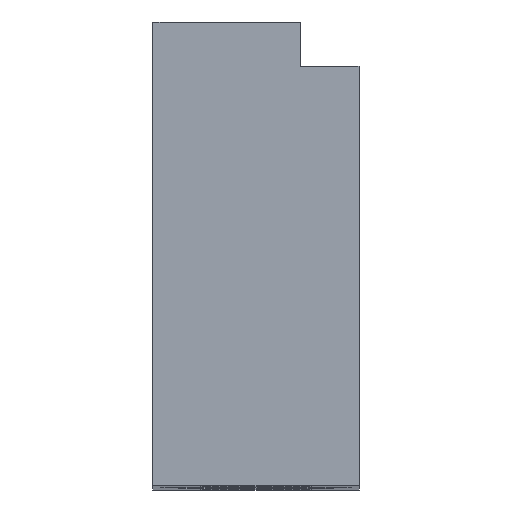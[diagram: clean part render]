
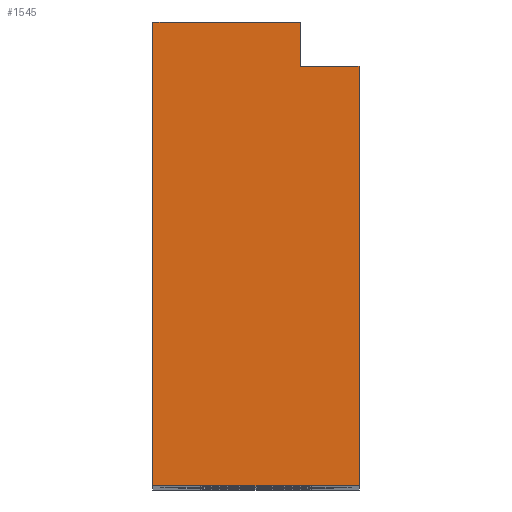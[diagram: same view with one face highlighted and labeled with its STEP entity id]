
A CAD part, top view. The second image highlights one B-rep face of the part: STEP entity #1545.
In plain terms, the highlighted planar face has unit normal (0, 0, 1).
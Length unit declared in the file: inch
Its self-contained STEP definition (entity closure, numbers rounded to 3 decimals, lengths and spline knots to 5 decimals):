
#2 = DIRECTION ( 'NONE',  ( -1., 0., 0. ) ) ;
#10 = DIRECTION ( 'NONE',  ( 0., -1., 0. ) ) ;
#19 = CARTESIAN_POINT ( 'NONE',  ( 0., 0.62008, 0. ) ) ;
#24 = DIRECTION ( 'NONE',  ( 1., 0., 0. ) ) ;
#25 = CARTESIAN_POINT ( 'NONE',  ( 0., 0., 0. ) ) ;
#29 = CARTESIAN_POINT ( 'NONE',  ( 0., 0.56102, 0. ) ) ;
#40 = AXIS2_PLACEMENT_3D ( 'NONE', #212, #209, #205 ) ;
#78 = VECTOR ( 'NONE', #24, 39.37008 ) ;
#118 = VECTOR ( 'NONE', #119, 39.37008 ) ;
#119 = DIRECTION ( 'NONE',  ( 0., -1., 0. ) ) ;
#120 = VECTOR ( 'NONE', #397, 39.37008 ) ;
#124 = CARTESIAN_POINT ( 'NONE',  ( 0.27559, 0.62008, 0. ) ) ;
#205 = DIRECTION ( 'NONE',  ( -1., 0., 0. ) ) ;
#209 = DIRECTION ( 'NONE',  ( 0., 0., -1. ) ) ;
#212 = CARTESIAN_POINT ( 'NONE',  ( 0., 0.62008, 0. ) ) ;
#252 = PLANE ( 'NONE',  #40 ) ;
#258 = CARTESIAN_POINT ( 'NONE',  ( 0., 0., 0. ) ) ;
#397 = DIRECTION ( 'NONE',  ( 0., 1., 0. ) ) ;
#404 = CARTESIAN_POINT ( 'NONE',  ( 0.19685, 0.56102, 0. ) ) ;
#473 = CARTESIAN_POINT ( 'NONE',  ( 0., 0.62008, 0. ) ) ;
#476 = VECTOR ( 'NONE', #10, 39.37008 ) ;
#480 = VECTOR ( 'NONE', #2, 39.37008 ) ;
#527 = LINE ( 'NONE', #29, #78 ) ;
#614 = VECTOR ( 'NONE', #1362, 39.37008 ) ;
#637 = LINE ( 'NONE', #1374, #614 ) ;
#658 = LINE ( 'NONE', #124, #118 ) ;
#708 = VERTEX_POINT ( 'NONE', #1473 ) ;
#737 = LINE ( 'NONE', #404, #120 ) ;
#742 = CARTESIAN_POINT ( 'NONE',  ( 0.19685, 0.62008, 0. ) ) ;
#781 = CARTESIAN_POINT ( 'NONE',  ( 0.19685, 0.56102, 0. ) ) ;
#859 = LINE ( 'NONE', #19, #476 ) ;
#1029 = EDGE_CURVE ( 'NONE', #1454, #1383, #637, .T. ) ;
#1044 = CARTESIAN_POINT ( 'NONE',  ( 0.27559, 0.56102, 0. ) ) ;
#1158 = FACE_OUTER_BOUND ( 'NONE', #1334, .T. ) ;
#1195 = VERTEX_POINT ( 'NONE', #1044 ) ;
#1334 = EDGE_LOOP ( 'NONE', ( #1527, #1529, #1531, #1544, #1549, #1559 ) ) ;
#1352 = VERTEX_POINT ( 'NONE', #781 ) ;
#1362 = DIRECTION ( 'NONE',  ( 1., 0., 0. ) ) ;
#1374 = CARTESIAN_POINT ( 'NONE',  ( 0., 0.62008, 0. ) ) ;
#1383 = VERTEX_POINT ( 'NONE', #742 ) ;
#1454 = VERTEX_POINT ( 'NONE', #473 ) ;
#1473 = CARTESIAN_POINT ( 'NONE',  ( 0.27559, 0., 0. ) ) ;
#1487 = LINE ( 'NONE', #25, #480 ) ;
#1493 = EDGE_CURVE ( 'NONE', #1352, #1383, #737, .T. ) ;
#1527 = ORIENTED_EDGE ( 'NONE', *, *, #1493, .T. ) ;
#1529 = ORIENTED_EDGE ( 'NONE', *, *, #1029, .F. ) ;
#1531 = ORIENTED_EDGE ( 'NONE', *, *, #1616, .T. ) ;
#1541 = VERTEX_POINT ( 'NONE', #258 ) ;
#1544 = ORIENTED_EDGE ( 'NONE', *, *, #1617, .F. ) ;
#1545 = ADVANCED_FACE ( 'NONE', ( #1158 ), #252, .F. ) ;
#1549 = ORIENTED_EDGE ( 'NONE', *, *, #1586, .F. ) ;
#1559 = ORIENTED_EDGE ( 'NONE', *, *, #1610, .F. ) ;
#1586 = EDGE_CURVE ( 'NONE', #1195, #708, #658, .T. ) ;
#1610 = EDGE_CURVE ( 'NONE', #1352, #1195, #527, .T. ) ;
#1616 = EDGE_CURVE ( 'NONE', #1454, #1541, #859, .T. ) ;
#1617 = EDGE_CURVE ( 'NONE', #708, #1541, #1487, .T. ) ;
